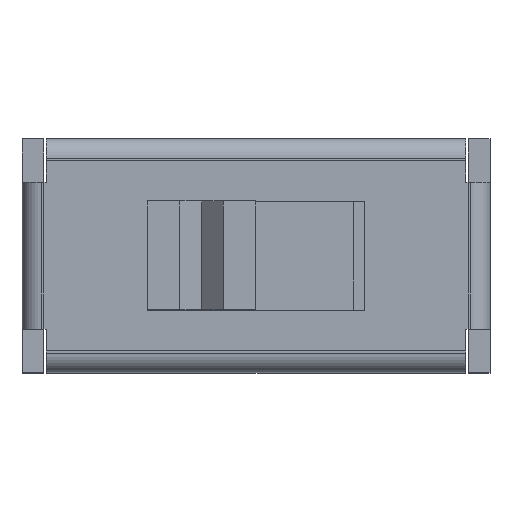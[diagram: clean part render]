
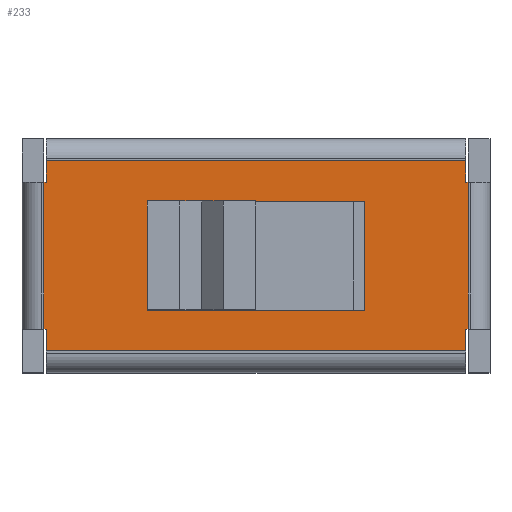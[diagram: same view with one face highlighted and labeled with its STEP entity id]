
A CAD part, top view. The second image highlights one B-rep face of the part: STEP entity #233.
In plain terms, the highlighted planar face has unit normal (0, 0, 1).
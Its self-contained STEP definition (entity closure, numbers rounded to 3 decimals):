
#22 = VERTEX_POINT('',#23);
#23 = CARTESIAN_POINT('',(-1.9,1.35,4.7));
#71 = VERTEX_POINT('',#72);
#72 = CARTESIAN_POINT('',(-1.9,-1.35,4.7));
#87 = EDGE_CURVE('',#71,#22,#88,.T.);
#88 = LINE('',#89,#90);
#89 = CARTESIAN_POINT('',(-1.9,-1.35,4.7));
#90 = VECTOR('',#91,1.);
#91 = DIRECTION('',(0.,1.,0.));
#129 = VERTEX_POINT('',#130);
#130 = CARTESIAN_POINT('',(-1.85,1.35,4.7));
#136 = EDGE_CURVE('',#129,#22,#137,.T.);
#137 = LINE('',#138,#139);
#138 = CARTESIAN_POINT('',(-1.85,1.35,4.7));
#139 = VECTOR('',#140,1.);
#140 = DIRECTION('',(-1.,0.,0.));
#233 = ADVANCED_FACE('',(#234,#316),#350,.T.);
#234 = FACE_BOUND('',#235,.T.);
#235 = EDGE_LOOP('',(#236,#237,#245,#253,#261,#269,#277,#285,#293,#301,
    #309,#315));
#236 = ORIENTED_EDGE('',*,*,#87,.F.);
#237 = ORIENTED_EDGE('',*,*,#238,.T.);
#238 = EDGE_CURVE('',#71,#239,#241,.T.);
#239 = VERTEX_POINT('',#240);
#240 = CARTESIAN_POINT('',(-1.85,-1.35,4.7));
#241 = LINE('',#242,#243);
#242 = CARTESIAN_POINT('',(-1.9,-1.35,4.7));
#243 = VECTOR('',#244,1.);
#244 = DIRECTION('',(1.,0.,0.));
#245 = ORIENTED_EDGE('',*,*,#246,.T.);
#246 = EDGE_CURVE('',#239,#247,#249,.T.);
#247 = VERTEX_POINT('',#248);
#248 = CARTESIAN_POINT('',(-1.85,-1.75,4.7));
#249 = LINE('',#250,#251);
#250 = CARTESIAN_POINT('',(-1.85,-1.35,4.7));
#251 = VECTOR('',#252,1.);
#252 = DIRECTION('',(0.,-1.,0.));
#253 = ORIENTED_EDGE('',*,*,#254,.T.);
#254 = EDGE_CURVE('',#247,#255,#257,.T.);
#255 = VERTEX_POINT('',#256);
#256 = CARTESIAN_POINT('',(5.85,-1.75,4.7));
#257 = LINE('',#258,#259);
#258 = CARTESIAN_POINT('',(-1.85,-1.75,4.7));
#259 = VECTOR('',#260,1.);
#260 = DIRECTION('',(1.,0.,0.));
#261 = ORIENTED_EDGE('',*,*,#262,.T.);
#262 = EDGE_CURVE('',#255,#263,#265,.T.);
#263 = VERTEX_POINT('',#264);
#264 = CARTESIAN_POINT('',(5.85,-1.35,4.7));
#265 = LINE('',#266,#267);
#266 = CARTESIAN_POINT('',(5.85,-1.75,4.7));
#267 = VECTOR('',#268,1.);
#268 = DIRECTION('',(0.,1.,0.));
#269 = ORIENTED_EDGE('',*,*,#270,.T.);
#270 = EDGE_CURVE('',#263,#271,#273,.T.);
#271 = VERTEX_POINT('',#272);
#272 = CARTESIAN_POINT('',(5.9,-1.35,4.7));
#273 = LINE('',#274,#275);
#274 = CARTESIAN_POINT('',(5.85,-1.35,4.7));
#275 = VECTOR('',#276,1.);
#276 = DIRECTION('',(1.,0.,0.));
#277 = ORIENTED_EDGE('',*,*,#278,.T.);
#278 = EDGE_CURVE('',#271,#279,#281,.T.);
#279 = VERTEX_POINT('',#280);
#280 = CARTESIAN_POINT('',(5.9,1.35,4.7));
#281 = LINE('',#282,#283);
#282 = CARTESIAN_POINT('',(5.9,-1.35,4.7));
#283 = VECTOR('',#284,1.);
#284 = DIRECTION('',(0.,1.,0.));
#285 = ORIENTED_EDGE('',*,*,#286,.T.);
#286 = EDGE_CURVE('',#279,#287,#289,.T.);
#287 = VERTEX_POINT('',#288);
#288 = CARTESIAN_POINT('',(5.85,1.35,4.7));
#289 = LINE('',#290,#291);
#290 = CARTESIAN_POINT('',(5.9,1.35,4.7));
#291 = VECTOR('',#292,1.);
#292 = DIRECTION('',(-1.,0.,0.));
#293 = ORIENTED_EDGE('',*,*,#294,.T.);
#294 = EDGE_CURVE('',#287,#295,#297,.T.);
#295 = VERTEX_POINT('',#296);
#296 = CARTESIAN_POINT('',(5.85,1.75,4.7));
#297 = LINE('',#298,#299);
#298 = CARTESIAN_POINT('',(5.85,1.35,4.7));
#299 = VECTOR('',#300,1.);
#300 = DIRECTION('',(0.,1.,0.));
#301 = ORIENTED_EDGE('',*,*,#302,.T.);
#302 = EDGE_CURVE('',#295,#303,#305,.T.);
#303 = VERTEX_POINT('',#304);
#304 = CARTESIAN_POINT('',(-1.85,1.75,4.7));
#305 = LINE('',#306,#307);
#306 = CARTESIAN_POINT('',(5.85,1.75,4.7));
#307 = VECTOR('',#308,1.);
#308 = DIRECTION('',(-1.,0.,0.));
#309 = ORIENTED_EDGE('',*,*,#310,.F.);
#310 = EDGE_CURVE('',#129,#303,#311,.T.);
#311 = LINE('',#312,#313);
#312 = CARTESIAN_POINT('',(-1.85,1.35,4.7));
#313 = VECTOR('',#314,1.);
#314 = DIRECTION('',(0.,1.,0.));
#315 = ORIENTED_EDGE('',*,*,#136,.T.);
#316 = FACE_BOUND('',#317,.T.);
#317 = EDGE_LOOP('',(#318,#328,#336,#344));
#318 = ORIENTED_EDGE('',*,*,#319,.T.);
#319 = EDGE_CURVE('',#320,#322,#324,.T.);
#320 = VERTEX_POINT('',#321);
#321 = CARTESIAN_POINT('',(0.,-1.,4.7));
#322 = VERTEX_POINT('',#323);
#323 = CARTESIAN_POINT('',(0.,1.,4.7));
#324 = LINE('',#325,#326);
#325 = CARTESIAN_POINT('',(0.,-1.,4.7));
#326 = VECTOR('',#327,1.);
#327 = DIRECTION('',(0.,1.,0.));
#328 = ORIENTED_EDGE('',*,*,#329,.T.);
#329 = EDGE_CURVE('',#322,#330,#332,.T.);
#330 = VERTEX_POINT('',#331);
#331 = CARTESIAN_POINT('',(4.,1.,4.7));
#332 = LINE('',#333,#334);
#333 = CARTESIAN_POINT('',(0.,1.,4.7));
#334 = VECTOR('',#335,1.);
#335 = DIRECTION('',(1.,0.,0.));
#336 = ORIENTED_EDGE('',*,*,#337,.T.);
#337 = EDGE_CURVE('',#330,#338,#340,.T.);
#338 = VERTEX_POINT('',#339);
#339 = CARTESIAN_POINT('',(4.,-1.,4.7));
#340 = LINE('',#341,#342);
#341 = CARTESIAN_POINT('',(4.,1.,4.7));
#342 = VECTOR('',#343,1.);
#343 = DIRECTION('',(0.,-1.,0.));
#344 = ORIENTED_EDGE('',*,*,#345,.T.);
#345 = EDGE_CURVE('',#338,#320,#346,.T.);
#346 = LINE('',#347,#348);
#347 = CARTESIAN_POINT('',(4.,-1.,4.7));
#348 = VECTOR('',#349,1.);
#349 = DIRECTION('',(-1.,0.,0.));
#350 = PLANE('',#351);
#351 = AXIS2_PLACEMENT_3D('',#352,#353,#354);
#352 = CARTESIAN_POINT('',(2.,0.,4.7));
#353 = DIRECTION('',(0.,0.,1.));
#354 = DIRECTION('',(1.,0.,0.));
